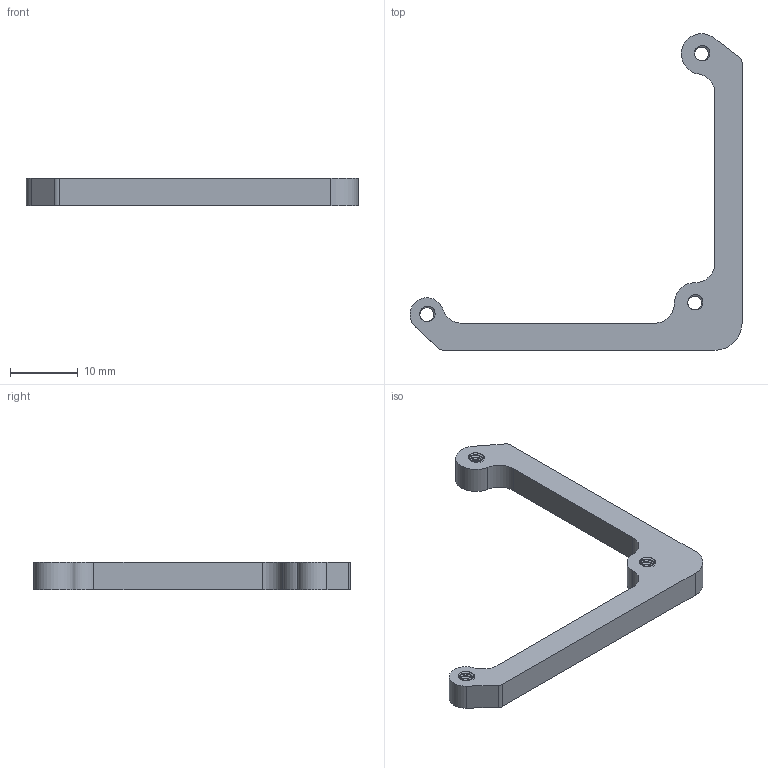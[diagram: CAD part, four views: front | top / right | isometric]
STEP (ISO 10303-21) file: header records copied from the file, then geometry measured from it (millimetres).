
FILE_DESCRIPTION(/* description */ (''),/* implementation_level */ '2;1');
FILE_NAME(/* name */ 'strainReliefA.step',/* time_stamp */ '2025-07-02T19:05:53-07:00',/* author */ (''),/* organization */ (''),/* preprocessor_version */ 'ST-DEVELOPER v20.1',/* originating_system */ 'Autodesk Translation Framework v14.10.0.0',/* authorisation */ '');
FILE_SCHEMA (('AUTOMOTIVE_DESIGN { 1 0 10303 214 3 1 1 }'));
Length unit declared in the file: millimetre
Products named in the file (1): 2025-07-02-19-05-52-764
Bounding box: 49.18 x 46.89 x 4 mm (x, y, z)
Volume: 1666 mm3; surface area: 1743 mm2
Topology: 1 solids, 1 shells, 84 faces, 246 edges, 164 vertices
Faces by surface type: cylinder 70, plane 8, bspline 6
Full cylindrical faces by diameter (mm): 2.075 x15, 2.58 x6
Entity records: 6599 total; most frequent: CARTESIAN_POINT 4569, ORIENTED_EDGE 492, DIRECTION 304, EDGE_CURVE 246, VERTEX_POINT 164, B_SPLINE_CURVE_WITH_KNOTS 132, AXIS2_PLACEMENT_3D 111, EDGE_LOOP 90
